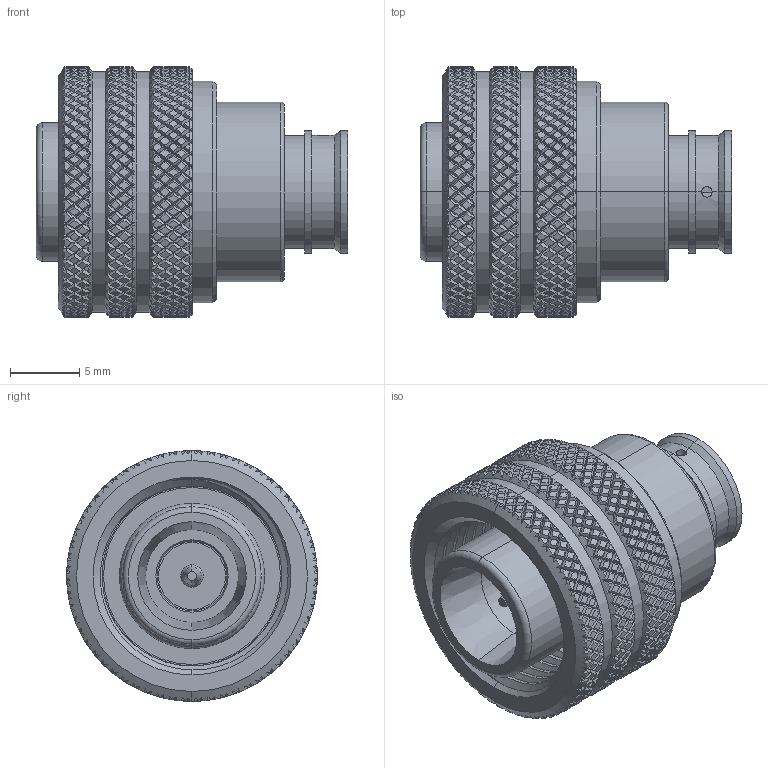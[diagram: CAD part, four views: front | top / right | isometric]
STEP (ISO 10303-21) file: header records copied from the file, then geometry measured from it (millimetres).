
FILE_DESCRIPTION (( 'STEP AP214' ), '1' );
FILE_NAME ('FMCN1717.step', '2021-01-28T21:31:32', ( '' ), ( '' ), 'SwSTEP 2.0', 'SolidWorks 2018', '' );
FILE_SCHEMA (( 'AUTOMOTIVE_DESIGN' ));
Products named in the file (1): FMCN1717
Bounding box: 22.5 x 18.1 x 18.1 mm (x, y, z)
Volume: 2891 mm3; surface area: 2884.2 mm2
Topology: 1 solids, 1 shells, 4679 faces, 10336 edges, 5669 vertices
Faces by surface type: bspline 3603, cylinder 896, cone 150, plane 16, torus 14
Entity records: 196125 total; most frequent: CARTESIAN_POINT 133133, ORIENTED_EDGE 20668, EDGE_CURVE 10334, VERTEX_POINT 5669, B_SPLINE_CURVE_WITH_KNOTS 4994, EDGE_LOOP 4693, ADVANCED_FACE 4679, FACE_OUTER_BOUND 4679
